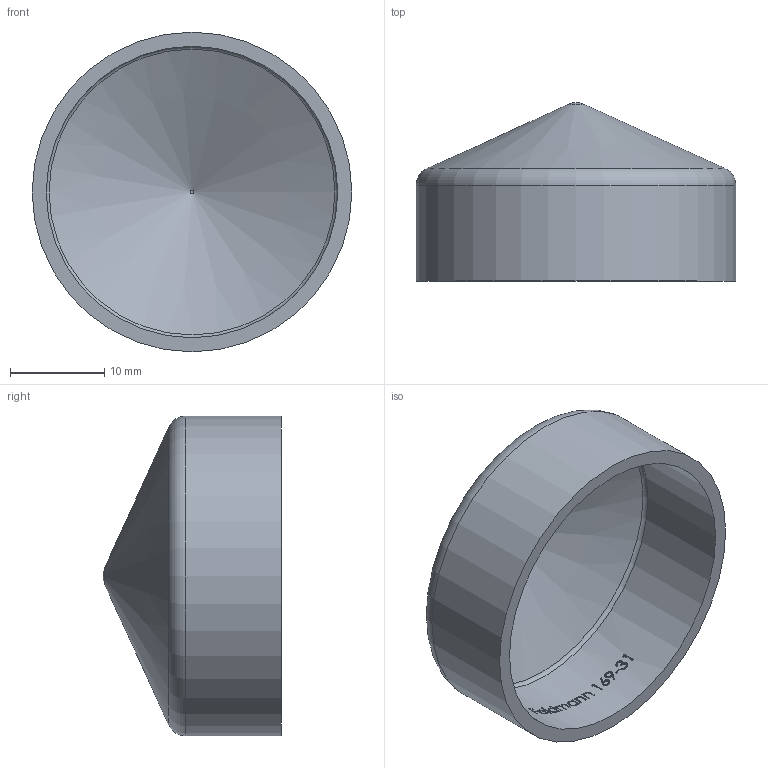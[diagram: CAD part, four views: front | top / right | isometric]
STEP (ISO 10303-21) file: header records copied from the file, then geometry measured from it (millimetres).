
FILE_DESCRIPTION (( 'STEP AP203' ), '1' );
FILE_NAME ('169-31.step', '2019-10-17T15:01:04', ( '' ), ( '' ), 'SwSTEP 2.0', 'SolidWorks 2015', '' );
FILE_SCHEMA (( 'CONFIG_CONTROL_DESIGN' ));
Length unit declared in the file: millimetre
Products named in the file (2): 169-31
Bounding box: 34 x 19 x 34 mm (x, y, z)
Volume: 3022.3 mm3; surface area: 4195.8 mm2
Topology: 1 solids, 1 shells, 187 faces, 491 edges, 326 vertices
Faces by surface type: plane 80, bspline 80, cylinder 21, torus 2, cone 2, sphere 2
Full cylindrical faces by diameter (mm): 31 x1, 34 x1
Entity records: 8956 total; most frequent: CARTESIAN_POINT 4738, ORIENTED_EDGE 970, DIRECTION 599, EDGE_CURVE 485, VERTEX_POINT 326, VECTOR 233, LINE 233, EDGE_LOOP 213
